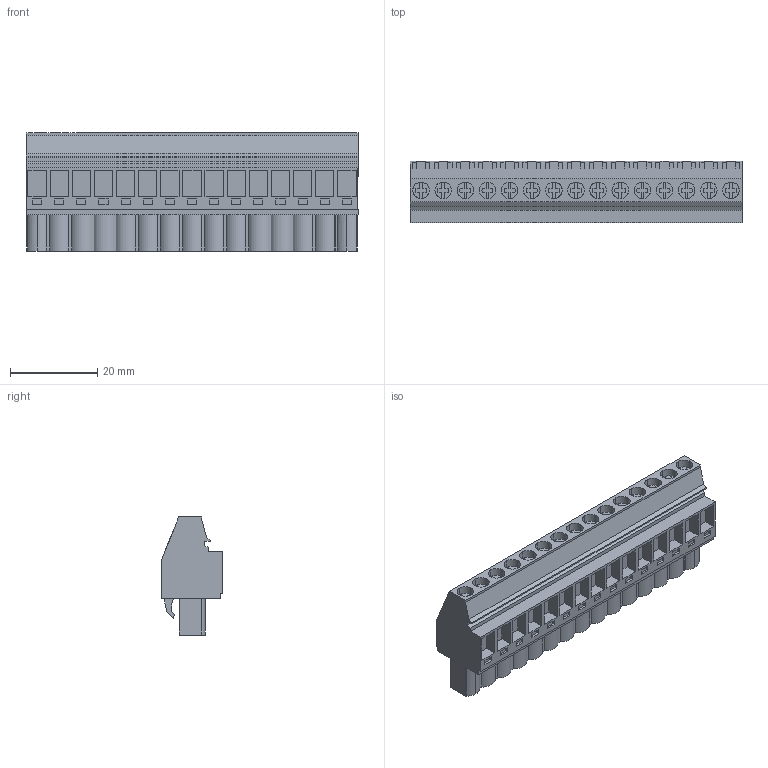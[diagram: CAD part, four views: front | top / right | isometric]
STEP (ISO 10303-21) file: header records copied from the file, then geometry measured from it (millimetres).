
FILE_DESCRIPTION(('CATIA V5 STEP','CAx-IF Rec.Pracs.--- Model Styling and Organization---1.2---2011-12-15'),'2;1');
FILE_NAME ('D1460133_0_1948920000_1948920000.stp','2017-09-09T07:55:36+00:00',('none'),('Weidmueller'),'CATIA Version 5-6 Release 2014','CATIA V5 STEP AP214','none');
FILE_SCHEMA(('AUTOMOTIVE_DESIGN { 1 0 10303 214 1 1 1 1 }'));
Length unit declared in the file: millimetre
Products named in the file (1): 1948920000
Bounding box: 76.2 x 14.1 x 27.1 mm (x, y, z)
Volume: 17280.3 mm3; surface area: 10120.3 mm2
Topology: 16 solids, 16 shells, 972 faces, 2727 edges, 1848 vertices
Faces by surface type: plane 835, cylinder 133, extrusion 4
Entity records: 29388 total; most frequent: CARTESIAN_POINT 5664, ORIENTED_EDGE 5454, DIRECTION 3921, EDGE_CURVE 2727, VECTOR 2397, LINE 2393, VERTEX_POINT 1848, EDGE_LOOP 1035
